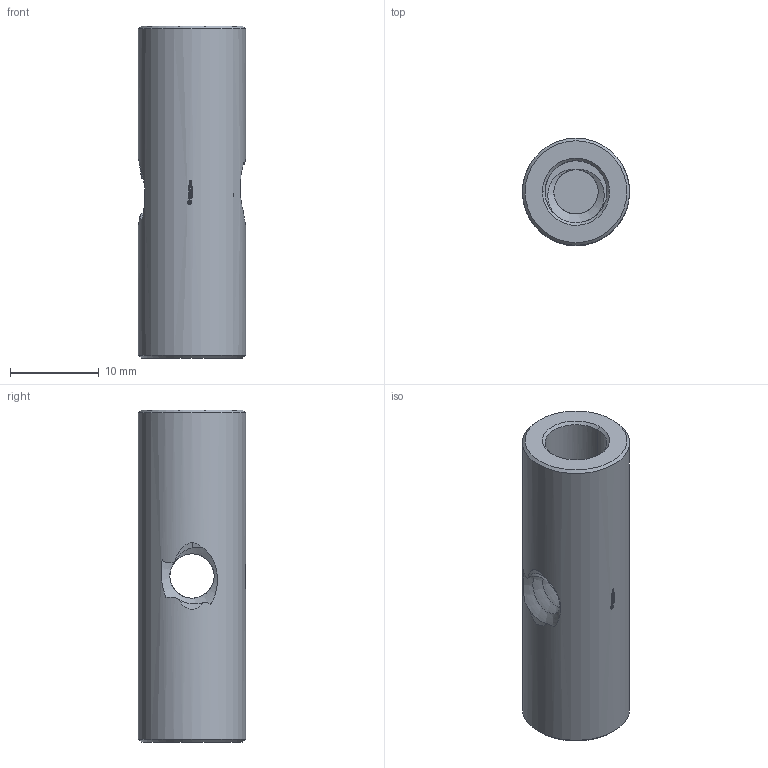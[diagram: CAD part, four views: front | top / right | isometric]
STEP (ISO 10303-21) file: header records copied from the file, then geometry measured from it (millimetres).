
FILE_DESCRIPTION(('FreeCAD Model'),'2;1');
FILE_NAME('Open CASCADE Shape Model','2021-10-19T17:09:52',( 'Paulo Kiefe'),('STEMFIE.org'),'Open CASCADE STEP processor 7.4', 'FreeCAD','Unknown');
FILE_SCHEMA(('AUTOMOTIVE_DESIGN { 1 0 10303 214 1 1 1 1 }'));
Length unit declared in the file: millimetre
Products named in the file (1): Nut_RH_BRL_CRS_SYM_ERHRH_BU03.00x01.00_-_SPN-NUT-0056_(stemfie.org)
Bounding box: 12.1 x 12.1 x 37.5 mm (x, y, z)
Volume: 2961.9 mm3; surface area: 2824.7 mm2
Topology: 1 solids, 1 shells, 503 faces, 1396 edges, 927 vertices
Faces by surface type: plane 295, extrusion 170, bspline 22, cone 8, cylinder 8
Full cylindrical faces by diameter (mm): 12.1 x1
Entity records: 49038 total; most frequent: CARTESIAN_POINT 23129, DIRECTION 3966, ORIENTED_EDGE 2792, PCURVE 2792, DEFINITIONAL_REPRESENTATION 2792, VECTOR 2716, LINE 2546, EDGE_CURVE 1396
